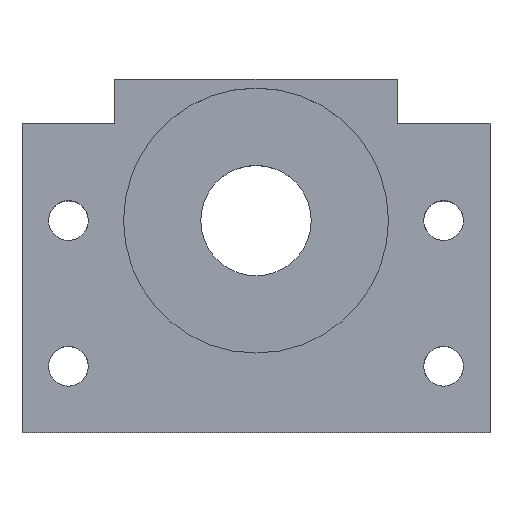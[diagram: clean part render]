
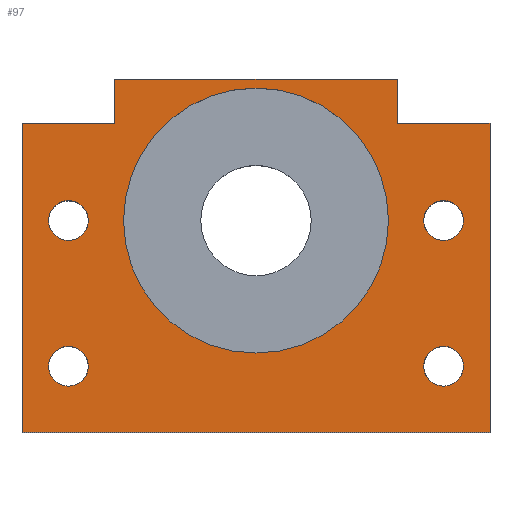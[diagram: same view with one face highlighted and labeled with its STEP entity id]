
A CAD part, top view. The second image highlights one B-rep face of the part: STEP entity #97.
In plain terms, the highlighted planar face has unit normal (0, 0, 1).
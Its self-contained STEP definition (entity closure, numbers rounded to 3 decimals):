
#97 = ADVANCED_FACE( '', ( #219, #220, #221, #222, #223, #224 ), #225, .T. );
#219 = FACE_BOUND( '', #354, .T. );
#220 = FACE_BOUND( '', #355, .T. );
#221 = FACE_BOUND( '', #356, .T. );
#222 = FACE_BOUND( '', #357, .T. );
#223 = FACE_BOUND( '', #358, .T. );
#224 = FACE_OUTER_BOUND( '', #359, .T. );
#225 = PLANE( '', #360 );
#354 = EDGE_LOOP( '', ( #552 ) );
#355 = EDGE_LOOP( '', ( #553 ) );
#356 = EDGE_LOOP( '', ( #554 ) );
#357 = EDGE_LOOP( '', ( #555 ) );
#358 = EDGE_LOOP( '', ( #556 ) );
#359 = EDGE_LOOP( '', ( #557, #558, #559, #560, #561, #562, #563, #564 ) );
#360 = AXIS2_PLACEMENT_3D( '', #565, #566, #567 );
#552 = ORIENTED_EDGE( '', *, *, #652, .F. );
#553 = ORIENTED_EDGE( '', *, *, #622, .F. );
#554 = ORIENTED_EDGE( '', *, *, #670, .F. );
#555 = ORIENTED_EDGE( '', *, *, #647, .F. );
#556 = ORIENTED_EDGE( '', *, *, #688, .F. );
#557 = ORIENTED_EDGE( '', *, *, #674, .T. );
#558 = ORIENTED_EDGE( '', *, *, #677, .T. );
#559 = ORIENTED_EDGE( '', *, *, #689, .T. );
#560 = ORIENTED_EDGE( '', *, *, #658, .T. );
#561 = ORIENTED_EDGE( '', *, *, #690, .T. );
#562 = ORIENTED_EDGE( '', *, *, #654, .T. );
#563 = ORIENTED_EDGE( '', *, *, #618, .T. );
#564 = ORIENTED_EDGE( '', *, *, #662, .T. );
#565 = CARTESIAN_POINT( '', ( 0., 0., 30. ) );
#566 = DIRECTION( '', ( 0., 0., 1. ) );
#567 = DIRECTION( '', ( 1., 0., 0. ) );
#618 = EDGE_CURVE( '', #704, #702, #705, .T. );
#622 = EDGE_CURVE( '', #710, #710, #711, .T. );
#647 = EDGE_CURVE( '', #754, #754, #755, .T. );
#652 = EDGE_CURVE( '', #762, #762, #763, .T. );
#654 = EDGE_CURVE( '', #765, #704, #766, .T. );
#658 = EDGE_CURVE( '', #771, #769, #772, .T. );
#662 = EDGE_CURVE( '', #702, #775, #777, .T. );
#670 = EDGE_CURVE( '', #790, #790, #791, .T. );
#674 = EDGE_CURVE( '', #775, #795, #797, .T. );
#677 = EDGE_CURVE( '', #795, #799, #801, .T. );
#688 = EDGE_CURVE( '', #815, #815, #816, .T. );
#689 = EDGE_CURVE( '', #799, #771, #817, .T. );
#690 = EDGE_CURVE( '', #769, #765, #818, .T. );
#702 = VERTEX_POINT( '', #832 );
#704 = VERTEX_POINT( '', #835 );
#705 = LINE( '', #836, #837 );
#710 = VERTEX_POINT( '', #920 );
#711 = CIRCLE( '', #921, 4.5 );
#754 = VERTEX_POINT( '', #1048 );
#755 = CIRCLE( '', #1049, 4.5 );
#762 = VERTEX_POINT( '', #1056 );
#763 = CIRCLE( '', #1057, 30. );
#765 = VERTEX_POINT( '', #1059 );
#766 = LINE( '', #1060, #1061 );
#769 = VERTEX_POINT( '', #1065 );
#771 = VERTEX_POINT( '', #1068 );
#772 = LINE( '', #1069, #1070 );
#775 = VERTEX_POINT( '', #1074 );
#777 = LINE( '', #1077, #1078 );
#790 = VERTEX_POINT( '', #1391 );
#791 = CIRCLE( '', #1392, 4.5 );
#795 = VERTEX_POINT( '', #1396 );
#797 = LINE( '', #1399, #1400 );
#799 = VERTEX_POINT( '', #1402 );
#801 = LINE( '', #1405, #1406 );
#815 = VERTEX_POINT( '', #1566 );
#816 = CIRCLE( '', #1567, 4.5 );
#817 = LINE( '', #1568, #1569 );
#818 = LINE( '', #1570, #1571 );
#832 = CARTESIAN_POINT( '', ( -32., 80., 30. ) );
#835 = CARTESIAN_POINT( '', ( 32., 80., 30. ) );
#836 = CARTESIAN_POINT( '', ( 32., 80., 30. ) );
#837 = VECTOR( '', #1582, 1000. );
#920 = CARTESIAN_POINT( '', ( 47., 15., 30. ) );
#921 = AXIS2_PLACEMENT_3D( '', #1584, #1585, #1586 );
#1048 = CARTESIAN_POINT( '', ( -38., 48., 30. ) );
#1049 = AXIS2_PLACEMENT_3D( '', #1627, #1628, #1629 );
#1056 = CARTESIAN_POINT( '', ( 30., 48., 30. ) );
#1057 = AXIS2_PLACEMENT_3D( '', #1636, #1637, #1638 );
#1059 = CARTESIAN_POINT( '', ( 32., 70., 30. ) );
#1060 = CARTESIAN_POINT( '', ( 32., 70., 30. ) );
#1061 = VECTOR( '', #1639, 1000. );
#1065 = CARTESIAN_POINT( '', ( 53., 70., 30. ) );
#1068 = CARTESIAN_POINT( '', ( 53., 0., 30. ) );
#1069 = CARTESIAN_POINT( '', ( 53., 0., 30. ) );
#1070 = VECTOR( '', #1642, 1000. );
#1074 = CARTESIAN_POINT( '', ( -32., 70., 30. ) );
#1077 = CARTESIAN_POINT( '', ( -32., 80., 30. ) );
#1078 = VECTOR( '', #1645, 1000. );
#1391 = CARTESIAN_POINT( '', ( -38., 15., 30. ) );
#1392 = AXIS2_PLACEMENT_3D( '', #1649, #1650, #1651 );
#1396 = CARTESIAN_POINT( '', ( -53., 70., 30. ) );
#1399 = CARTESIAN_POINT( '', ( -32., 70., 30. ) );
#1400 = VECTOR( '', #1656, 1000. );
#1402 = CARTESIAN_POINT( '', ( -53., 0., 30. ) );
#1405 = CARTESIAN_POINT( '', ( -53., 70., 30. ) );
#1406 = VECTOR( '', #1658, 1000. );
#1566 = CARTESIAN_POINT( '', ( 47., 48., 30. ) );
#1567 = AXIS2_PLACEMENT_3D( '', #1662, #1663, #1664 );
#1568 = CARTESIAN_POINT( '', ( -53., 0., 30. ) );
#1569 = VECTOR( '', #1665, 1000. );
#1570 = CARTESIAN_POINT( '', ( 53., 70., 30. ) );
#1571 = VECTOR( '', #1666, 1000. );
#1582 = DIRECTION( '', ( -1., 0., 0. ) );
#1584 = CARTESIAN_POINT( '', ( 42.5, 15., 30. ) );
#1585 = DIRECTION( '', ( 0., 0., 1. ) );
#1586 = DIRECTION( '', ( 1., 0., 0. ) );
#1627 = CARTESIAN_POINT( '', ( -42.5, 48., 30. ) );
#1628 = DIRECTION( '', ( 0., 0., 1. ) );
#1629 = DIRECTION( '', ( 1., 0., 0. ) );
#1636 = CARTESIAN_POINT( '', ( 0., 48., 30. ) );
#1637 = DIRECTION( '', ( 0., 0., 1. ) );
#1638 = DIRECTION( '', ( 1., 0., 0. ) );
#1639 = DIRECTION( '', ( 0., 1., 0. ) );
#1642 = DIRECTION( '', ( 0., 1., 0. ) );
#1645 = DIRECTION( '', ( 0., -1., 0. ) );
#1649 = CARTESIAN_POINT( '', ( -42.5, 15., 30. ) );
#1650 = DIRECTION( '', ( 0., 0., 1. ) );
#1651 = DIRECTION( '', ( 1., 0., 0. ) );
#1656 = DIRECTION( '', ( -1., 0., 0. ) );
#1658 = DIRECTION( '', ( 0., -1., 0. ) );
#1662 = CARTESIAN_POINT( '', ( 42.5, 48., 30. ) );
#1663 = DIRECTION( '', ( 0., 0., 1. ) );
#1664 = DIRECTION( '', ( 1., 0., 0. ) );
#1665 = DIRECTION( '', ( 1., 0., 0. ) );
#1666 = DIRECTION( '', ( -1., 0., 0. ) );
